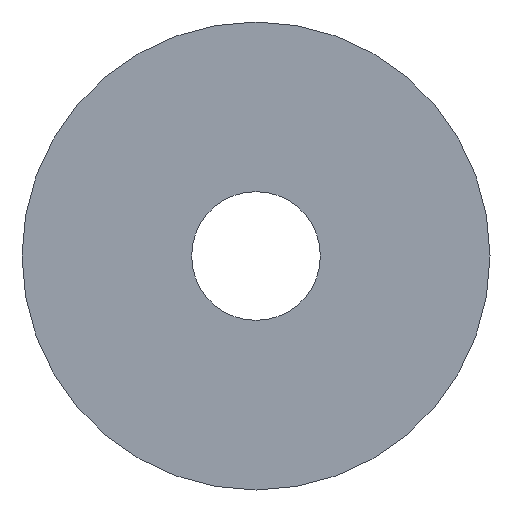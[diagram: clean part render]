
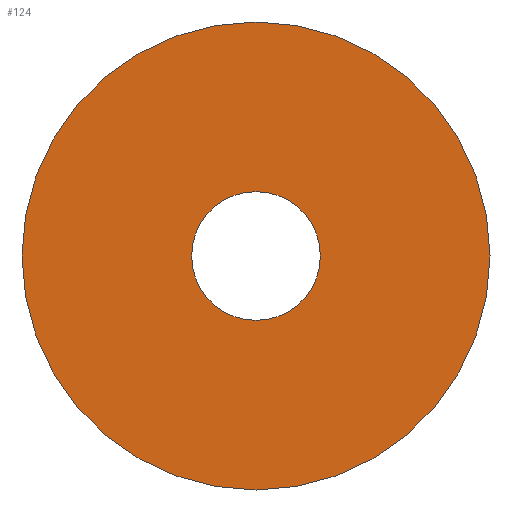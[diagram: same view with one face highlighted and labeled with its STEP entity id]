
A CAD part, front view. The second image highlights one B-rep face of the part: STEP entity #124.
In plain terms, the highlighted planar face has unit normal (0, -1, 0).
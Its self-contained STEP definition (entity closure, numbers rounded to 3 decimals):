
#8 = EDGE_LOOP ( 'NONE', ( #143, #219 ) ) ;
#10 = DIRECTION ( 'NONE',  ( 0., 0., 1. ) ) ;
#13 = ORIENTED_EDGE ( 'NONE', *, *, #208, .T. ) ;
#15 = CARTESIAN_POINT ( 'NONE',  ( 0., 0., 27.5 ) ) ;
#26 = DIRECTION ( 'NONE',  ( 0., 1., 0. ) ) ;
#42 = AXIS2_PLACEMENT_3D ( 'NONE', #54, #249, #52 ) ;
#44 = CARTESIAN_POINT ( 'NONE',  ( 0., 0., 100. ) ) ;
#50 = CIRCLE ( 'NONE', #55, 100. ) ;
#52 = DIRECTION ( 'NONE',  ( 0., 0., 1. ) ) ;
#54 = CARTESIAN_POINT ( 'NONE',  ( 0., 0., 0. ) ) ;
#55 = AXIS2_PLACEMENT_3D ( 'NONE', #203, #26, #10 ) ;
#56 = AXIS2_PLACEMENT_3D ( 'NONE', #171, #174, #151 ) ;
#61 = ORIENTED_EDGE ( 'NONE', *, *, #133, .T. ) ;
#62 = CARTESIAN_POINT ( 'NONE',  ( 0., 0., 0. ) ) ;
#65 = DIRECTION ( 'NONE',  ( 0., 0., 1. ) ) ;
#70 = CARTESIAN_POINT ( 'NONE',  ( 0., 0., -100. ) ) ;
#82 = DIRECTION ( 'NONE',  ( 0., 1., 0. ) ) ;
#93 = VERTEX_POINT ( 'NONE', #70 ) ;
#95 = DIRECTION ( 'NONE',  ( 0., 0., 1. ) ) ;
#98 = CIRCLE ( 'NONE', #138, 27.5 ) ;
#105 = CARTESIAN_POINT ( 'NONE',  ( 0., 0., -27.5 ) ) ;
#113 = FACE_BOUND ( 'NONE', #190, .T. ) ;
#121 = CIRCLE ( 'NONE', #42, 100. ) ;
#124 = ADVANCED_FACE ( 'NONE', ( #113, #152 ), #248, .F. ) ;
#126 = VERTEX_POINT ( 'NONE', #15 ) ;
#133 = EDGE_CURVE ( 'NONE', #227, #126, #213, .T. ) ;
#138 = AXIS2_PLACEMENT_3D ( 'NONE', #62, #82, #65 ) ;
#142 = EDGE_CURVE ( 'NONE', #93, #188, #121, .T. ) ;
#143 = ORIENTED_EDGE ( 'NONE', *, *, #142, .F. ) ;
#151 = DIRECTION ( 'NONE',  ( 0., 0., 1. ) ) ;
#152 = FACE_OUTER_BOUND ( 'NONE', #8, .T. ) ;
#169 = AXIS2_PLACEMENT_3D ( 'NONE', #191, #234, #95 ) ;
#171 = CARTESIAN_POINT ( 'NONE',  ( 0., 0., 0. ) ) ;
#174 = DIRECTION ( 'NONE',  ( 0., 1., 0. ) ) ;
#188 = VERTEX_POINT ( 'NONE', #44 ) ;
#190 = EDGE_LOOP ( 'NONE', ( #13, #61 ) ) ;
#191 = CARTESIAN_POINT ( 'NONE',  ( 0., 0., 0. ) ) ;
#203 = CARTESIAN_POINT ( 'NONE',  ( 0., 0., 0. ) ) ;
#208 = EDGE_CURVE ( 'NONE', #126, #227, #98, .T. ) ;
#213 = CIRCLE ( 'NONE', #56, 27.5 ) ;
#217 = EDGE_CURVE ( 'NONE', #188, #93, #50, .T. ) ;
#219 = ORIENTED_EDGE ( 'NONE', *, *, #217, .F. ) ;
#227 = VERTEX_POINT ( 'NONE', #105 ) ;
#234 = DIRECTION ( 'NONE',  ( 0., 1., 0. ) ) ;
#248 = PLANE ( 'NONE',  #169 ) ;
#249 = DIRECTION ( 'NONE',  ( 0., 1., 0. ) ) ;
